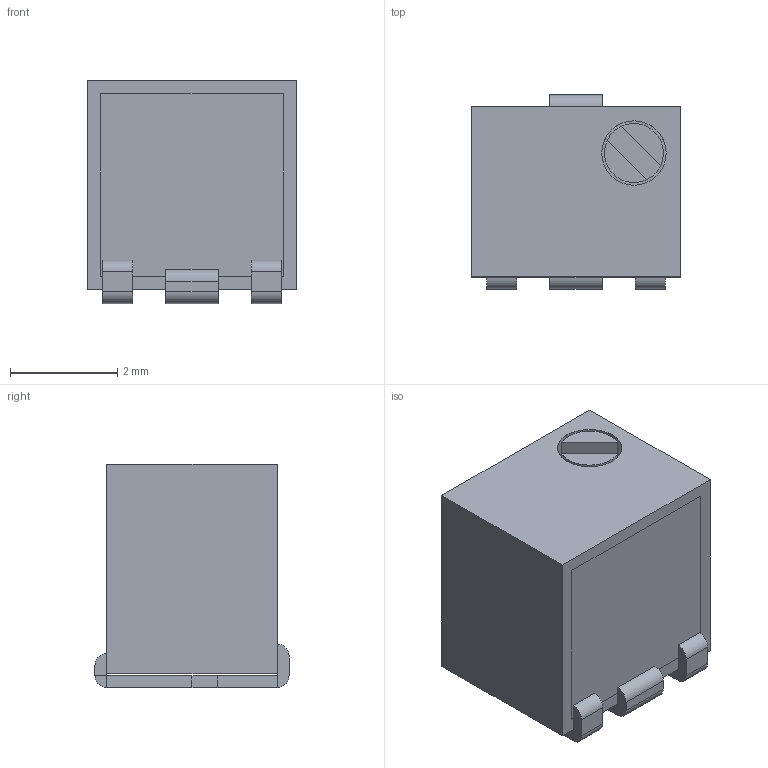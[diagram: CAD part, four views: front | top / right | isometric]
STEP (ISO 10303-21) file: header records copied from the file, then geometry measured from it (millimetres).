
FILE_DESCRIPTION((''),'2;1');
FILE_NAME('TRIM_BOURNS_3223W.stp','2011-03-22T15:28:30',(''),(''),'Mechanical Desktop 2011','Mechanical Desktop 2011',', , ');
FILE_SCHEMA(('AUTOMOTIVE_DESIGN { 1 2 10303 214 1 1 1 1 }'));
Length unit declared in the file: millimetre
Products named in the file (1): Product
Bounding box: 3.9 x 3.62 x 4.16 mm (x, y, z)
Volume: 49.6 mm3; surface area: 137 mm2
Topology: 10 solids, 10 shells, 72 faces, 150 edges, 100 vertices
Faces by surface type: bspline 38, plane 23, cylinder 11
Entity records: 1995 total; most frequent: CARTESIAN_POINT 479, ORIENTED_EDGE 300, DIRECTION 252, EDGE_CURVE 150, VECTOR 118, LINE 118, VERTEX_POINT 100, EDGE_LOOP 74
